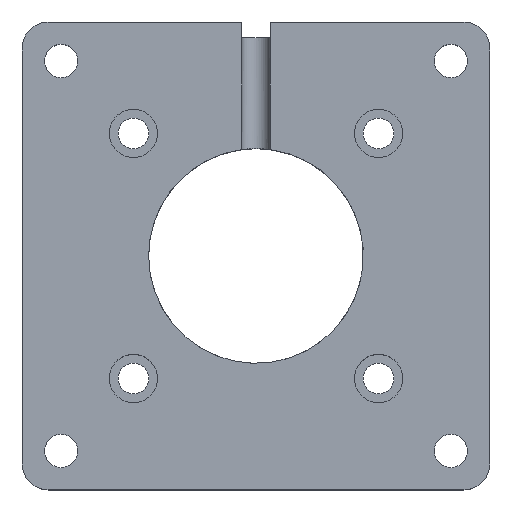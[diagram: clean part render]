
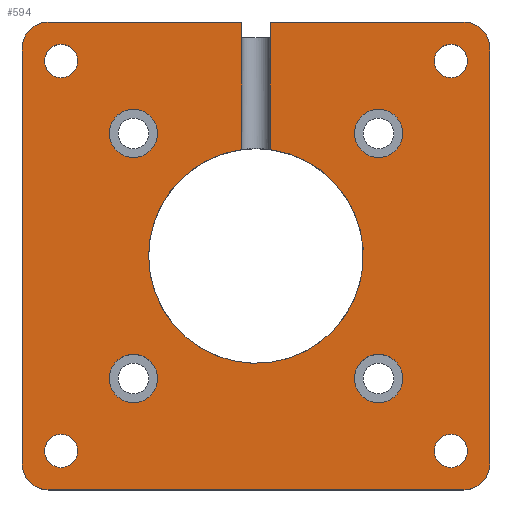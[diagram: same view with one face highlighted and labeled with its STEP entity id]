
A CAD part, top view. The second image highlights one B-rep face of the part: STEP entity #594.
In plain terms, the highlighted planar face has unit normal (0, 0, 1).
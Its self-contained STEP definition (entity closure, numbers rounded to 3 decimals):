
#47=FACE_BOUND('',#168,.T.);
#48=FACE_BOUND('',#169,.T.);
#49=FACE_BOUND('',#170,.T.);
#50=FACE_BOUND('',#171,.T.);
#51=FACE_BOUND('',#172,.T.);
#52=FACE_BOUND('',#173,.T.);
#53=FACE_BOUND('',#174,.T.);
#54=FACE_BOUND('',#175,.T.);
#69=CIRCLE('',#631,20.65);
#70=CIRCLE('',#632,20.65);
#71=CIRCLE('',#634,5.);
#72=CIRCLE('',#637,5.);
#73=CIRCLE('',#639,5.);
#74=CIRCLE('',#642,5.);
#83=CIRCLE('',#660,4.65);
#84=CIRCLE('',#662,3.2);
#85=CIRCLE('',#664,3.2);
#86=CIRCLE('',#666,4.65);
#87=CIRCLE('',#668,4.65);
#88=CIRCLE('',#670,4.65);
#89=CIRCLE('',#672,3.2);
#90=CIRCLE('',#674,3.2);
#122=FACE_OUTER_BOUND('',#167,.T.);
#167=EDGE_LOOP('',(#526,#527,#528,#529,#530,#531,#532,#533,#534,#535,#536,
#537,#538,#539,#540));
#168=EDGE_LOOP('',(#541));
#169=EDGE_LOOP('',(#542));
#170=EDGE_LOOP('',(#543));
#171=EDGE_LOOP('',(#544));
#172=EDGE_LOOP('',(#545));
#173=EDGE_LOOP('',(#546));
#174=EDGE_LOOP('',(#547));
#175=EDGE_LOOP('',(#548));
#177=LINE('',#863,#219);
#183=LINE('',#875,#225);
#185=LINE('',#881,#227);
#190=LINE('',#890,#232);
#194=LINE('',#925,#236);
#195=LINE('',#945,#237);
#198=LINE('',#957,#240);
#203=LINE('',#970,#245);
#217=LINE('',#1036,#259);
#219=VECTOR('',#682,10.);
#225=VECTOR('',#690,10.);
#227=VECTOR('',#698,10.);
#232=VECTOR('',#705,10.);
#236=VECTOR('',#739,10.);
#237=VECTOR('',#740,10.);
#240=VECTOR('',#755,10.);
#245=VECTOR('',#770,10.);
#259=VECTOR('',#854,10.);
#260=VERTEX_POINT('',#859);
#262=VERTEX_POINT('',#862);
#265=VERTEX_POINT('',#869);
#267=VERTEX_POINT('',#873);
#268=VERTEX_POINT('',#880);
#271=VERTEX_POINT('',#888);
#287=VERTEX_POINT('',#924);
#288=VERTEX_POINT('',#926);
#289=VERTEX_POINT('',#947);
#290=VERTEX_POINT('',#952);
#291=VERTEX_POINT('',#956);
#292=VERTEX_POINT('',#960);
#293=VERTEX_POINT('',#964);
#294=VERTEX_POINT('',#968);
#295=VERTEX_POINT('',#972);
#304=VERTEX_POINT('',#1004);
#305=VERTEX_POINT('',#1008);
#306=VERTEX_POINT('',#1012);
#307=VERTEX_POINT('',#1016);
#308=VERTEX_POINT('',#1020);
#309=VERTEX_POINT('',#1024);
#310=VERTEX_POINT('',#1028);
#311=VERTEX_POINT('',#1032);
#313=EDGE_CURVE('',#262,#260,#177,.T.);
#319=EDGE_CURVE('',#265,#267,#183,.T.);
#322=EDGE_CURVE('',#268,#265,#185,.T.);
#327=EDGE_CURVE('',#260,#271,#190,.T.);
#344=EDGE_CURVE('',#287,#262,#194,.T.);
#346=EDGE_CURVE('',#267,#288,#195,.T.);
#347=EDGE_CURVE('',#289,#287,#69,.F.);
#349=EDGE_CURVE('',#288,#289,#70,.F.);
#350=EDGE_CURVE('',#268,#290,#71,.T.);
#352=EDGE_CURVE('',#291,#290,#198,.T.);
#354=EDGE_CURVE('',#291,#292,#72,.T.);
#356=EDGE_CURVE('',#293,#271,#73,.T.);
#359=EDGE_CURVE('',#293,#294,#203,.T.);
#360=EDGE_CURVE('',#295,#294,#74,.T.);
#374=EDGE_CURVE('',#304,#304,#83,.F.);
#376=EDGE_CURVE('',#305,#305,#84,.F.);
#378=EDGE_CURVE('',#306,#306,#85,.F.);
#380=EDGE_CURVE('',#307,#307,#86,.F.);
#382=EDGE_CURVE('',#308,#308,#87,.F.);
#384=EDGE_CURVE('',#309,#309,#88,.F.);
#386=EDGE_CURVE('',#310,#310,#89,.F.);
#388=EDGE_CURVE('',#311,#311,#90,.F.);
#390=EDGE_CURVE('',#295,#292,#217,.T.);
#526=ORIENTED_EDGE('',*,*,#319,.T.);
#527=ORIENTED_EDGE('',*,*,#346,.T.);
#528=ORIENTED_EDGE('',*,*,#349,.T.);
#529=ORIENTED_EDGE('',*,*,#347,.T.);
#530=ORIENTED_EDGE('',*,*,#344,.T.);
#531=ORIENTED_EDGE('',*,*,#313,.T.);
#532=ORIENTED_EDGE('',*,*,#327,.T.);
#533=ORIENTED_EDGE('',*,*,#356,.F.);
#534=ORIENTED_EDGE('',*,*,#359,.T.);
#535=ORIENTED_EDGE('',*,*,#360,.F.);
#536=ORIENTED_EDGE('',*,*,#390,.T.);
#537=ORIENTED_EDGE('',*,*,#354,.F.);
#538=ORIENTED_EDGE('',*,*,#352,.T.);
#539=ORIENTED_EDGE('',*,*,#350,.F.);
#540=ORIENTED_EDGE('',*,*,#322,.T.);
#541=ORIENTED_EDGE('',*,*,#388,.T.);
#542=ORIENTED_EDGE('',*,*,#386,.T.);
#543=ORIENTED_EDGE('',*,*,#384,.T.);
#544=ORIENTED_EDGE('',*,*,#382,.T.);
#545=ORIENTED_EDGE('',*,*,#380,.T.);
#546=ORIENTED_EDGE('',*,*,#378,.T.);
#547=ORIENTED_EDGE('',*,*,#376,.T.);
#548=ORIENTED_EDGE('',*,*,#374,.T.);
#562=PLANE('',#676);
#594=ADVANCED_FACE('',(#122,#47,#48,#49,#50,#51,#52,#53,#54),#562,.T.);
#631=AXIS2_PLACEMENT_3D('',#948,#743,#744);
#632=AXIS2_PLACEMENT_3D('',#950,#746,#747);
#634=AXIS2_PLACEMENT_3D('',#953,#750,#751);
#637=AXIS2_PLACEMENT_3D('',#961,#759,#760);
#639=AXIS2_PLACEMENT_3D('',#965,#764,#765);
#642=AXIS2_PLACEMENT_3D('',#973,#773,#774);
#660=AXIS2_PLACEMENT_3D('',#1005,#814,#815);
#662=AXIS2_PLACEMENT_3D('',#1009,#819,#820);
#664=AXIS2_PLACEMENT_3D('',#1013,#824,#825);
#666=AXIS2_PLACEMENT_3D('',#1017,#829,#830);
#668=AXIS2_PLACEMENT_3D('',#1021,#834,#835);
#670=AXIS2_PLACEMENT_3D('',#1025,#839,#840);
#672=AXIS2_PLACEMENT_3D('',#1029,#844,#845);
#674=AXIS2_PLACEMENT_3D('',#1033,#849,#850);
#676=AXIS2_PLACEMENT_3D('',#1037,#855,#856);
#682=DIRECTION('',(0.,1.,0.));
#690=DIRECTION('',(0.,-1.,0.));
#698=DIRECTION('',(-1.,0.,0.));
#705=DIRECTION('',(-1.,0.,0.));
#739=DIRECTION('',(0.,1.,0.));
#740=DIRECTION('',(0.,-1.,0.));
#743=DIRECTION('center_axis',(0.,0.,1.));
#744=DIRECTION('ref_axis',(1.,0.,0.));
#746=DIRECTION('center_axis',(0.,0.,1.));
#747=DIRECTION('ref_axis',(1.,0.,0.));
#750=DIRECTION('center_axis',(0.,0.,-1.));
#751=DIRECTION('ref_axis',(0.707,0.707,0.));
#755=DIRECTION('',(0.,1.,0.));
#759=DIRECTION('center_axis',(0.,0.,-1.));
#760=DIRECTION('ref_axis',(0.707,-0.707,0.));
#764=DIRECTION('center_axis',(0.,0.,-1.));
#765=DIRECTION('ref_axis',(-0.707,0.707,0.));
#770=DIRECTION('',(0.,-1.,0.));
#773=DIRECTION('center_axis',(0.,0.,-1.));
#774=DIRECTION('ref_axis',(-0.707,-0.707,0.));
#814=DIRECTION('center_axis',(0.,0.,1.));
#815=DIRECTION('ref_axis',(1.,0.,0.));
#819=DIRECTION('center_axis',(0.,0.,1.));
#820=DIRECTION('ref_axis',(1.,0.,0.));
#824=DIRECTION('center_axis',(0.,0.,1.));
#825=DIRECTION('ref_axis',(1.,0.,0.));
#829=DIRECTION('center_axis',(0.,0.,1.));
#830=DIRECTION('ref_axis',(1.,0.,0.));
#834=DIRECTION('center_axis',(0.,0.,1.));
#835=DIRECTION('ref_axis',(1.,0.,0.));
#839=DIRECTION('center_axis',(0.,0.,1.));
#840=DIRECTION('ref_axis',(1.,0.,0.));
#844=DIRECTION('center_axis',(0.,0.,1.));
#845=DIRECTION('ref_axis',(1.,0.,0.));
#849=DIRECTION('center_axis',(0.,0.,1.));
#850=DIRECTION('ref_axis',(1.,0.,0.));
#854=DIRECTION('',(1.,0.,0.));
#855=DIRECTION('center_axis',(0.,0.,1.));
#856=DIRECTION('ref_axis',(1.,0.,0.));
#859=CARTESIAN_POINT('',(134.75,207.5,10.));
#862=CARTESIAN_POINT('',(134.75,204.5,10.));
#863=CARTESIAN_POINT('',(134.75,207.5,10.));
#869=CARTESIAN_POINT('',(140.25,207.5,10.));
#873=CARTESIAN_POINT('',(140.25,204.5,10.));
#875=CARTESIAN_POINT('',(140.25,207.5,10.));
#880=CARTESIAN_POINT('',(177.5,207.5,10.));
#881=CARTESIAN_POINT('',(182.5,207.5,10.));
#888=CARTESIAN_POINT('',(97.5,207.5,10.));
#890=CARTESIAN_POINT('',(182.5,207.5,10.));
#924=CARTESIAN_POINT('',(134.75,182.966,10.));
#925=CARTESIAN_POINT('',(134.75,207.5,10.));
#926=CARTESIAN_POINT('',(140.25,182.966,10.));
#945=CARTESIAN_POINT('',(140.25,207.5,10.));
#947=CARTESIAN_POINT('',(116.85,162.5,10.));
#948=CARTESIAN_POINT('Origin',(137.5,162.5,10.));
#950=CARTESIAN_POINT('Origin',(137.5,162.5,10.));
#952=CARTESIAN_POINT('',(182.5,202.5,10.));
#953=CARTESIAN_POINT('Origin',(177.5,202.5,10.));
#956=CARTESIAN_POINT('',(182.5,122.5,10.));
#957=CARTESIAN_POINT('',(182.5,117.5,10.));
#960=CARTESIAN_POINT('',(177.5,117.5,10.));
#961=CARTESIAN_POINT('Origin',(177.5,122.5,10.));
#964=CARTESIAN_POINT('',(92.5,202.5,10.));
#965=CARTESIAN_POINT('Origin',(97.5,202.5,10.));
#968=CARTESIAN_POINT('',(92.5,122.5,10.));
#970=CARTESIAN_POINT('',(92.5,207.5,10.));
#972=CARTESIAN_POINT('',(97.5,117.5,10.));
#973=CARTESIAN_POINT('Origin',(97.5,122.5,10.));
#1004=CARTESIAN_POINT('',(109.28,186.07,10.));
#1005=CARTESIAN_POINT('Origin',(113.93,186.07,10.));
#1008=CARTESIAN_POINT('',(96.8,200.,10.));
#1009=CARTESIAN_POINT('Origin',(100.,200.,10.));
#1012=CARTESIAN_POINT('',(171.8,125.,10.));
#1013=CARTESIAN_POINT('Origin',(175.,125.,10.));
#1016=CARTESIAN_POINT('',(156.42,138.93,10.));
#1017=CARTESIAN_POINT('Origin',(161.07,138.93,10.));
#1020=CARTESIAN_POINT('',(156.42,186.07,10.));
#1021=CARTESIAN_POINT('Origin',(161.07,186.07,10.));
#1024=CARTESIAN_POINT('',(109.28,138.93,10.));
#1025=CARTESIAN_POINT('Origin',(113.93,138.93,10.));
#1028=CARTESIAN_POINT('',(96.8,125.,10.));
#1029=CARTESIAN_POINT('Origin',(100.,125.,10.));
#1032=CARTESIAN_POINT('',(171.8,200.,10.));
#1033=CARTESIAN_POINT('Origin',(175.,200.,10.));
#1036=CARTESIAN_POINT('',(92.5,117.5,10.));
#1037=CARTESIAN_POINT('Origin',(137.5,162.5,10.));
